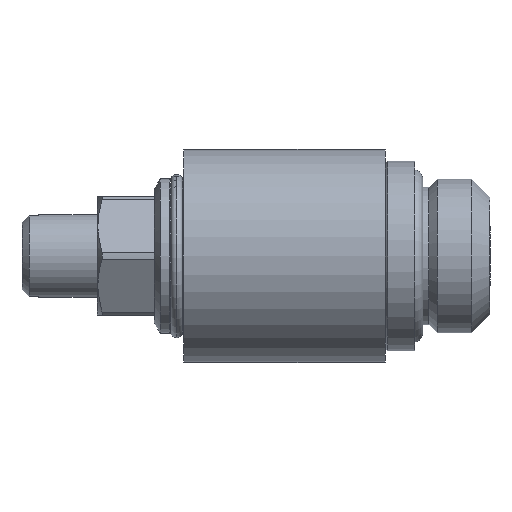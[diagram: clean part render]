
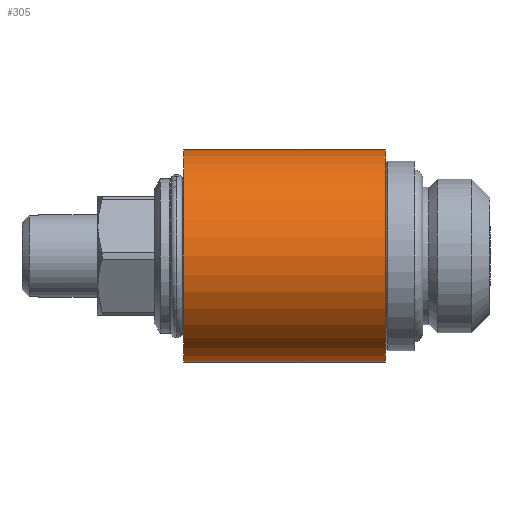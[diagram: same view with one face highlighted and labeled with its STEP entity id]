
A CAD part, left-side view. The second image highlights one B-rep face of the part: STEP entity #305.
In plain terms, the highlighted cylindrical face has radius 9 mm (diameter 18 mm), a partial arc.
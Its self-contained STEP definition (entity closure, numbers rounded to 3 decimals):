
#212 = EDGE_CURVE ( 'NONE', #218, #215, #2199, .T. ) ;
#215 = VERTEX_POINT ( 'NONE', #2195 ) ;
#217 = VERTEX_POINT ( 'NONE', #2194 ) ;
#218 = VERTEX_POINT ( 'NONE', #2182 ) ;
#221 = EDGE_CURVE ( 'NONE', #217, #222, #2160, .T. ) ;
#222 = VERTEX_POINT ( 'NONE', #2156 ) ;
#298 = EDGE_LOOP ( 'NONE', ( #303, #307, #304, #299 ) ) ;
#299 = ORIENTED_EDGE ( 'NONE', *, *, #300, .F. ) ;
#300 = EDGE_CURVE ( 'NONE', #222, #215, #1985, .T. ) ;
#303 = ORIENTED_EDGE ( 'NONE', *, *, #221, .F. ) ;
#304 = ORIENTED_EDGE ( 'NONE', *, *, #212, .T. ) ;
#305 = ADVANCED_FACE ( 'NONE', ( #2044 ), #2043, .T. ) ;
#307 = ORIENTED_EDGE ( 'NONE', *, *, #308, .F. ) ;
#308 = EDGE_CURVE ( 'NONE', #218, #217, #2038, .T. ) ;
#1985 = CIRCLE ( 'NONE', #2047, 9. ) ;
#1988 = CARTESIAN_POINT ( 'NONE',  ( 0., 26.2, 0. ) ) ;
#2034 = DIRECTION ( 'NONE',  ( 0., 0., -1. ) ) ;
#2035 = DIRECTION ( 'NONE',  ( 0., -1., 0. ) ) ;
#2036 = CARTESIAN_POINT ( 'NONE',  ( 0., 9.2, 0. ) ) ;
#2037 = AXIS2_PLACEMENT_3D ( 'NONE', #2036, #2035, #2034 ) ;
#2038 = CIRCLE ( 'NONE', #2037, 9. ) ;
#2039 = DIRECTION ( 'NONE',  ( 0., 0., 1. ) ) ;
#2040 = DIRECTION ( 'NONE',  ( 0., 1., 0. ) ) ;
#2041 = AXIS2_PLACEMENT_3D ( 'NONE', #2042, #2040, #2039 ) ;
#2042 = CARTESIAN_POINT ( 'NONE',  ( 0., 31.286, 0. ) ) ;
#2043 = CYLINDRICAL_SURFACE ( 'NONE', #2041, 9. ) ;
#2044 = FACE_OUTER_BOUND ( 'NONE', #298, .T. ) ;
#2045 = DIRECTION ( 'NONE',  ( 0., 0., 1. ) ) ;
#2046 = DIRECTION ( 'NONE',  ( 0., 1., 0. ) ) ;
#2047 = AXIS2_PLACEMENT_3D ( 'NONE', #1988, #2046, #2045 ) ;
#2156 = CARTESIAN_POINT ( 'NONE',  ( 0., 26.2, -9. ) ) ;
#2157 = DIRECTION ( 'NONE',  ( 0., 1., 0. ) ) ;
#2158 = VECTOR ( 'NONE', #2157, 1000. ) ;
#2159 = CARTESIAN_POINT ( 'NONE',  ( 0., 31.286, -9. ) ) ;
#2160 = LINE ( 'NONE', #2159, #2158 ) ;
#2182 = CARTESIAN_POINT ( 'NONE',  ( 0., 9.2, 9. ) ) ;
#2194 = CARTESIAN_POINT ( 'NONE',  ( 0., 9.2, -9. ) ) ;
#2195 = CARTESIAN_POINT ( 'NONE',  ( 0., 26.2, 9. ) ) ;
#2196 = DIRECTION ( 'NONE',  ( 0., 1., 0. ) ) ;
#2197 = VECTOR ( 'NONE', #2196, 1000. ) ;
#2198 = CARTESIAN_POINT ( 'NONE',  ( 0., 31.286, 9. ) ) ;
#2199 = LINE ( 'NONE', #2198, #2197 ) ;
